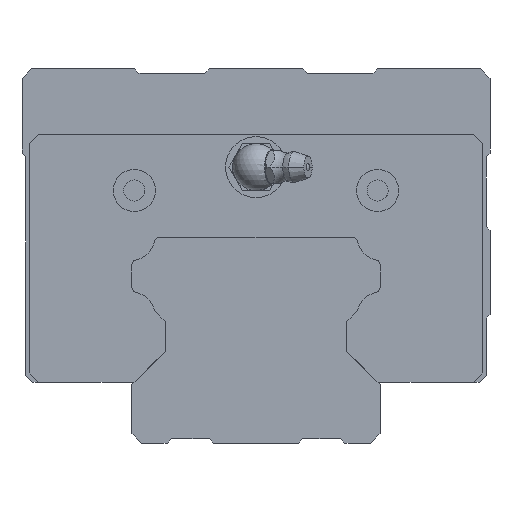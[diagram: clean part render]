
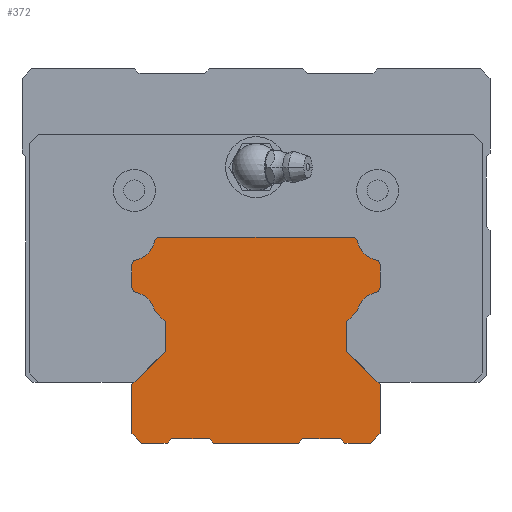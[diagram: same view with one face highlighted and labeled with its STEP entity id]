
A CAD part, front view. The second image highlights one B-rep face of the part: STEP entity #372.
In plain terms, the highlighted planar face has unit normal (0, -1, 0).
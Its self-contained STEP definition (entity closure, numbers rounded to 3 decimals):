
#372=ADVANCED_FACE('',(#812),#813,.F.);
#812=FACE_OUTER_BOUND('',#1337,.T.);
#813=PLANE('',#1338);
#1337=EDGE_LOOP('',(#2974,#2975,#2976,#2977,#2978,#2979,#2980,#2981,#2982,#2983,#2984,#2985,#2986,#2987,#2988,#2989,#2990,#2991,#2992,#2993,#2994,#2995,#2996,#2997,#2998,#2999,#3000,#3001,#3002,#3003,#3004,#3005));
#1338=AXIS2_PLACEMENT_3D('',#3006,#3007,#3008);
#2974=ORIENTED_EDGE('',*,*,#3592,.F.);
#2975=ORIENTED_EDGE('',*,*,#3647,.T.);
#2976=ORIENTED_EDGE('',*,*,#3644,.F.);
#2977=ORIENTED_EDGE('',*,*,#3606,.T.);
#2978=ORIENTED_EDGE('',*,*,#3667,.F.);
#2979=ORIENTED_EDGE('',*,*,#3620,.F.);
#2980=ORIENTED_EDGE('',*,*,#3668,.F.);
#2981=ORIENTED_EDGE('',*,*,#3635,.T.);
#2982=ORIENTED_EDGE('',*,*,#3603,.F.);
#2983=ORIENTED_EDGE('',*,*,#3596,.T.);
#2984=ORIENTED_EDGE('',*,*,#3658,.F.);
#2985=ORIENTED_EDGE('',*,*,#3655,.T.);
#2986=ORIENTED_EDGE('',*,*,#3641,.F.);
#2987=ORIENTED_EDGE('',*,*,#3588,.T.);
#2988=ORIENTED_EDGE('',*,*,#3665,.F.);
#2989=ORIENTED_EDGE('',*,*,#3660,.T.);
#2990=ORIENTED_EDGE('',*,*,#3584,.T.);
#2991=ORIENTED_EDGE('',*,*,#3669,.T.);
#2992=ORIENTED_EDGE('',*,*,#3670,.T.);
#2993=ORIENTED_EDGE('',*,*,#3581,.T.);
#2994=ORIENTED_EDGE('',*,*,#3577,.T.);
#2995=ORIENTED_EDGE('',*,*,#3617,.T.);
#2996=ORIENTED_EDGE('',*,*,#3631,.T.);
#2997=ORIENTED_EDGE('',*,*,#3614,.F.);
#2998=ORIENTED_EDGE('',*,*,#3573,.T.);
#2999=ORIENTED_EDGE('',*,*,#3671,.F.);
#3000=ORIENTED_EDGE('',*,*,#3638,.T.);
#3001=ORIENTED_EDGE('',*,*,#3625,.F.);
#3002=ORIENTED_EDGE('',*,*,#3652,.F.);
#3003=ORIENTED_EDGE('',*,*,#3672,.F.);
#3004=ORIENTED_EDGE('',*,*,#3610,.F.);
#3005=ORIENTED_EDGE('',*,*,#3663,.F.);
#3006=CARTESIAN_POINT('',(-26.635,0.0,27.265));
#3007=DIRECTION('',(0.0,1.0,0.0));
#3008=DIRECTION('',(1.0,0.0,0.0));
#3573=EDGE_CURVE('',#4447,#4448,#4449,.T.);
#3577=EDGE_CURVE('',#4455,#4456,#4457,.T.);
#3581=EDGE_CURVE('',#4463,#4455,#4464,.T.);
#3584=EDGE_CURVE('',#4468,#4469,#4470,.T.);
#3588=EDGE_CURVE('',#4476,#4477,#4478,.T.);
#3592=EDGE_CURVE('',#4484,#4485,#4486,.T.);
#3596=EDGE_CURVE('',#4492,#4493,#4494,.T.);
#3603=EDGE_CURVE('',#4492,#4503,#4504,.T.);
#3606=EDGE_CURVE('',#4508,#4509,#4510,.T.);
#3610=EDGE_CURVE('',#4516,#4517,#4518,.T.);
#3614=EDGE_CURVE('',#4447,#4524,#4525,.T.);
#3617=EDGE_CURVE('',#4456,#4529,#4530,.T.);
#3620=EDGE_CURVE('',#4534,#4535,#4536,.T.);
#3625=EDGE_CURVE('',#4543,#4544,#4545,.T.);
#3631=EDGE_CURVE('',#4529,#4524,#4553,.T.);
#3635=EDGE_CURVE('',#4557,#4503,#4558,.T.);
#3638=EDGE_CURVE('',#4562,#4544,#4563,.T.);
#3641=EDGE_CURVE('',#4476,#4567,#4568,.T.);
#3644=EDGE_CURVE('',#4508,#4572,#4573,.T.);
#3647=EDGE_CURVE('',#4484,#4572,#4577,.T.);
#3652=EDGE_CURVE('',#4582,#4543,#4583,.T.);
#3655=EDGE_CURVE('',#4587,#4567,#4588,.T.);
#3658=EDGE_CURVE('',#4587,#4493,#4592,.T.);
#3660=EDGE_CURVE('',#4594,#4468,#4595,.T.);
#3663=EDGE_CURVE('',#4485,#4516,#4599,.T.);
#3665=EDGE_CURVE('',#4594,#4477,#4601,.T.);
#3667=EDGE_CURVE('',#4535,#4509,#4603,.T.);
#3668=EDGE_CURVE('',#4557,#4534,#4604,.T.);
#3669=EDGE_CURVE('',#4469,#4605,#4606,.T.);
#3670=EDGE_CURVE('',#4605,#4463,#4607,.T.);
#3671=EDGE_CURVE('',#4562,#4448,#4608,.T.);
#3672=EDGE_CURVE('',#4517,#4582,#4609,.T.);
#4447=VERTEX_POINT('',#5822);
#4448=VERTEX_POINT('',#5823);
#4449=LINE('',#5824,#5825);
#4455=VERTEX_POINT('',#5834);
#4456=VERTEX_POINT('',#5835);
#4457=LINE('',#5836,#5837);
#4463=VERTEX_POINT('',#5846);
#4464=LINE('',#5847,#5848);
#4468=VERTEX_POINT('',#5854);
#4469=VERTEX_POINT('',#5855);
#4470=LINE('',#5856,#5857);
#4476=VERTEX_POINT('',#5866);
#4477=VERTEX_POINT('',#5867);
#4478=LINE('',#5868,#5869);
#4484=VERTEX_POINT('',#5878);
#4485=VERTEX_POINT('',#5879);
#4486=LINE('',#5880,#5881);
#4492=VERTEX_POINT('',#5890);
#4493=VERTEX_POINT('',#5891);
#4494=LINE('',#5892,#5893);
#4503=VERTEX_POINT('',#5905);
#4504=CIRCLE('',#5906,1.1);
#4508=VERTEX_POINT('',#5911);
#4509=VERTEX_POINT('',#5912);
#4510=CIRCLE('',#5913,5.05);
#4516=VERTEX_POINT('',#5921);
#4517=VERTEX_POINT('',#5922);
#4518=LINE('',#5923,#5924);
#4524=VERTEX_POINT('',#5933);
#4525=LINE('',#5934,#5935);
#4529=VERTEX_POINT('',#5941);
#4530=LINE('',#5942,#5943);
#4534=VERTEX_POINT('',#5949);
#4535=VERTEX_POINT('',#5950);
#4536=LINE('',#5951,#5952);
#4543=VERTEX_POINT('',#5962);
#4544=VERTEX_POINT('',#5963);
#4545=LINE('',#5964,#5965);
#4553=LINE('',#5976,#5977);
#4557=VERTEX_POINT('',#5982);
#4558=CIRCLE('',#5983,5.05);
#4562=VERTEX_POINT('',#5988);
#4563=LINE('',#5989,#5990);
#4567=VERTEX_POINT('',#5996);
#4568=CIRCLE('',#5997,1.1);
#4572=VERTEX_POINT('',#6002);
#4573=LINE('',#6003,#6004);
#4577=LINE('',#6010,#6011);
#4582=VERTEX_POINT('',#6017);
#4583=LINE('',#6018,#6019);
#4587=VERTEX_POINT('',#6025);
#4588=CIRCLE('',#6026,5.05);
#4592=CIRCLE('',#6031,1.1);
#4594=VERTEX_POINT('',#6033);
#4595=CIRCLE('',#6034,5.05);
#4599=LINE('',#6039,#6040);
#4601=CIRCLE('',#6043,1.1);
#4603=CIRCLE('',#6045,1.1);
#4604=CIRCLE('',#6046,1.1);
#4605=VERTEX_POINT('',#6047);
#4606=LINE('',#6048,#6049);
#4607=LINE('',#6050,#6051);
#4608=LINE('',#6052,#6053);
#4609=LINE('',#6054,#6055);
#5822=CARTESIAN_POINT('',(-10.0,0.0,1.0));
#5823=CARTESIAN_POINT('',(-9.0,0.0,0.0));
#5824=CARTESIAN_POINT('',(-10.0,0.0,1.0));
#5825=VECTOR('',#6833,1000.0);
#5834=CARTESIAN_POINT('',(-26.5,0.0,2.0));
#5835=CARTESIAN_POINT('',(-24.5,0.0,0.0));
#5836=CARTESIAN_POINT('',(-26.5,0.0,2.0));
#5837=VECTOR('',#6837,1000.0);
#5846=CARTESIAN_POINT('',(-26.5,0.0,12.5));
#5847=CARTESIAN_POINT('',(-26.5,0.0,12.5));
#5848=VECTOR('',#6841,1000.0);
#5854=CARTESIAN_POINT('',(-21.701,0.0,28.342));
#5855=CARTESIAN_POINT('',(-19.4,0.0,26.041));
#5856=CARTESIAN_POINT('',(-21.573,0.0,28.214));
#5857=VECTOR('',#6844,1000.0);
#5866=CARTESIAN_POINT('',(-26.5,0.0,38.11));
#5867=CARTESIAN_POINT('',(-26.5,0.0,33.29));
#5868=CARTESIAN_POINT('',(-26.5,0.0,38.11));
#5869=VECTOR('',#6848,1000.0);
#5878=CARTESIAN_POINT('',(19.4,0.0,19.6));
#5879=CARTESIAN_POINT('',(26.5,0.0,12.5));
#5880=CARTESIAN_POINT('',(19.4,0.0,19.6));
#5881=VECTOR('',#6852,1000.0);
#5890=CARTESIAN_POINT('',(20.61,0.0,44.0));
#5891=CARTESIAN_POINT('',(-20.61,0.0,44.0));
#5892=CARTESIAN_POINT('',(20.61,0.0,44.0));
#5893=VECTOR('',#6856,1000.0);
#5905=CARTESIAN_POINT('',(21.688,0.0,43.121));
#5906=AXIS2_PLACEMENT_3D('',#6869,#6870,#6871);
#5911=CARTESIAN_POINT('',(21.701,0.0,28.342));
#5912=CARTESIAN_POINT('',(25.621,0.0,32.212));
#5913=AXIS2_PLACEMENT_3D('',#6876,#6877,#6878);
#5921=CARTESIAN_POINT('',(26.5,0.0,2.0));
#5922=CARTESIAN_POINT('',(24.5,0.0,0.));
#5923=CARTESIAN_POINT('',(26.5,0.0,2.0));
#5924=VECTOR('',#6884,1000.0);
#5933=CARTESIAN_POINT('',(-18.,0.0,1.0));
#5934=CARTESIAN_POINT('',(-10.0,0.0,1.0));
#5935=VECTOR('',#6888,1000.0);
#5941=CARTESIAN_POINT('',(-19.,0.0,0.0));
#5942=CARTESIAN_POINT('',(-24.5,0.0,0.0));
#5943=VECTOR('',#6891,1000.0);
#5949=CARTESIAN_POINT('',(26.5,0.0,38.11));
#5950=CARTESIAN_POINT('',(26.5,0.0,33.29));
#5951=CARTESIAN_POINT('',(26.5,0.0,38.11));
#5952=VECTOR('',#6894,1000.0);
#5962=CARTESIAN_POINT('',(18.0,0.0,1.0));
#5963=CARTESIAN_POINT('',(10.0,0.0,1.0));
#5964=CARTESIAN_POINT('',(18.0,0.0,1.0));
#5965=VECTOR('',#6901,1000.0);
#5976=CARTESIAN_POINT('',(-19.,0.0,0.0));
#5977=VECTOR('',#6911,1000.0);
#5982=CARTESIAN_POINT('',(25.621,0.0,39.188));
#5983=AXIS2_PLACEMENT_3D('',#6919,#6920,#6921);
#5988=CARTESIAN_POINT('',(9.0,0.0,0.0));
#5989=CARTESIAN_POINT('',(9.0,0.0,0.0));
#5990=VECTOR('',#6926,1000.0);
#5996=CARTESIAN_POINT('',(-25.621,0.0,39.188));
#5997=AXIS2_PLACEMENT_3D('',#6929,#6930,#6931);
#6002=CARTESIAN_POINT('',(19.4,0.0,26.041));
#6003=CARTESIAN_POINT('',(21.573,0.0,28.214));
#6004=VECTOR('',#6936,1000.0);
#6010=CARTESIAN_POINT('',(19.4,0.0,19.6));
#6011=VECTOR('',#6939,1000.0);
#6017=CARTESIAN_POINT('',(19.0,0.0,0.0));
#6018=CARTESIAN_POINT('',(19.0,0.0,0.0));
#6019=VECTOR('',#6950,1000.0);
#6025=CARTESIAN_POINT('',(-21.688,0.0,43.121));
#6026=AXIS2_PLACEMENT_3D('',#6953,#6954,#6955);
#6031=AXIS2_PLACEMENT_3D('',#6960,#6961,#6962);
#6033=CARTESIAN_POINT('',(-25.621,0.0,32.212));
#6034=AXIS2_PLACEMENT_3D('',#6966,#6967,#6968);
#6039=CARTESIAN_POINT('',(26.5,0.0,12.5));
#6040=VECTOR('',#6973,1000.0);
#6043=AXIS2_PLACEMENT_3D('',#6975,#6976,#6977);
#6045=AXIS2_PLACEMENT_3D('',#6981,#6982,#6983);
#6046=AXIS2_PLACEMENT_3D('',#6984,#6985,#6986);
#6047=CARTESIAN_POINT('',(-19.4,0.0,19.6));
#6048=CARTESIAN_POINT('',(-19.4,0.0,26.041));
#6049=VECTOR('',#6987,1000.0);
#6050=CARTESIAN_POINT('',(-19.4,0.0,19.6));
#6051=VECTOR('',#6988,1000.0);
#6052=CARTESIAN_POINT('',(9.0,0.0,0.0));
#6053=VECTOR('',#6989,1000.0);
#6054=CARTESIAN_POINT('',(24.5,0.0,0.0));
#6055=VECTOR('',#6990,1000.0);
#6833=DIRECTION('',(0.707,0.0,-0.707));
#6837=DIRECTION('',(0.707,0.0,-0.707));
#6841=DIRECTION('',(0.0,0.0,-1.0));
#6844=DIRECTION('',(0.707,0.0,-0.707));
#6848=DIRECTION('',(0.0,0.0,-1.0));
#6852=DIRECTION('',(0.707,0.0,-0.707));
#6856=DIRECTION('',(-1.0,0.0,0.0));
#6869=CARTESIAN_POINT('',(20.61,0.0,42.9));
#6870=DIRECTION('',(0.0,1.0,0.0));
#6871=DIRECTION('',(0.0,0.0,1.0));
#6876=CARTESIAN_POINT('',(26.635,0.0,27.265));
#6877=DIRECTION('',(0.0,1.0,0.0));
#6878=DIRECTION('',(0.0,0.0,1.0));
#6884=DIRECTION('',(-0.707,0.0,-0.707));
#6888=DIRECTION('',(-1.0,0.0,0.0));
#6891=DIRECTION('',(1.0,0.0,0.0));
#6894=DIRECTION('',(0.0,0.0,-1.0));
#6901=DIRECTION('',(-1.0,0.0,0.0));
#6911=DIRECTION('',(0.707,0.0,0.707));
#6919=CARTESIAN_POINT('',(26.635,0.0,44.135));
#6920=DIRECTION('',(0.0,1.0,0.0));
#6921=DIRECTION('',(0.0,0.0,1.0));
#6926=DIRECTION('',(0.707,0.0,0.707));
#6929=CARTESIAN_POINT('',(-25.4,0.0,38.11));
#6930=DIRECTION('',(0.0,1.0,0.0));
#6931=DIRECTION('',(0.0,0.0,1.0));
#6936=DIRECTION('',(-0.707,0.0,-0.707));
#6939=DIRECTION('',(0.0,0.0,1.0));
#6950=DIRECTION('',(-0.707,0.0,0.707));
#6953=CARTESIAN_POINT('',(-26.635,0.0,44.135));
#6954=DIRECTION('',(0.0,1.0,0.0));
#6955=DIRECTION('',(0.0,0.0,1.0));
#6960=CARTESIAN_POINT('',(-20.61,0.0,42.9));
#6961=DIRECTION('',(0.0,1.0,0.0));
#6962=DIRECTION('',(0.0,0.0,1.0));
#6966=CARTESIAN_POINT('',(-26.635,0.0,27.265));
#6967=DIRECTION('',(0.0,1.0,0.0));
#6968=DIRECTION('',(0.0,0.0,1.0));
#6973=DIRECTION('',(0.0,0.0,-1.0));
#6975=CARTESIAN_POINT('',(-25.4,0.0,33.29));
#6976=DIRECTION('',(0.0,1.0,0.0));
#6977=DIRECTION('',(0.0,0.0,1.0));
#6981=CARTESIAN_POINT('',(25.4,0.0,33.29));
#6982=DIRECTION('',(0.0,1.0,0.0));
#6983=DIRECTION('',(0.0,0.0,1.0));
#6984=CARTESIAN_POINT('',(25.4,0.0,38.11));
#6985=DIRECTION('',(0.0,1.0,0.0));
#6986=DIRECTION('',(0.0,0.0,1.0));
#6987=DIRECTION('',(0.0,0.0,-1.0));
#6988=DIRECTION('',(-0.707,0.0,-0.707));
#6989=DIRECTION('',(-1.0,0.0,0.0));
#6990=DIRECTION('',(-1.0,0.0,0.0));
